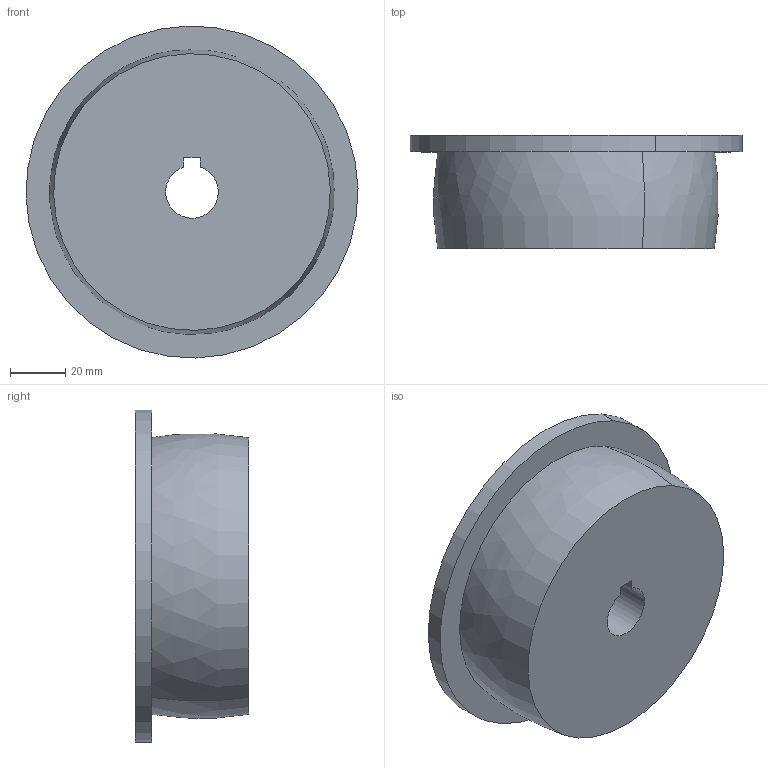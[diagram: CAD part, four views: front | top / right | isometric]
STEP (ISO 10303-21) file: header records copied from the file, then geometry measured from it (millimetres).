
FILE_DESCRIPTION(('CATIA V5 STEP Exchange'),'2;1');
FILE_NAME('poulie.stp','2020-09-20T14:22:27+00:00',('none'),('none'),'CATIA Version 5 Release 20 GA (IN-10)','CATIA V5 STEP AP203','none');
FILE_SCHEMA(('CONFIG_CONTROL_DESIGN'));
Length unit declared in the file: millimetre
Products named in the file (1): Part1
Bounding box: 119.97 x 41 x 119.97 mm (x, y, z)
Volume: 341538.8 mm3; surface area: 38261.5 mm2
Topology: 1 solids, 1 shells, 12 faces, 27 edges, 18 vertices
Faces by surface type: plane 6, cylinder 4, revolution 2
Entity records: 386 total; most frequent: CARTESIAN_POINT 75, ORIENTED_EDGE 54, DIRECTION 45, EDGE_CURVE 27, AXIS2_PLACEMENT_3D 22, VERTEX_POINT 18, EDGE_LOOP 15, VECTOR 13
